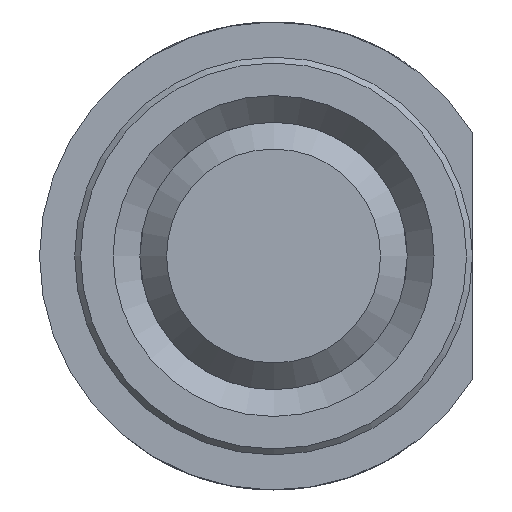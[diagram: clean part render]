
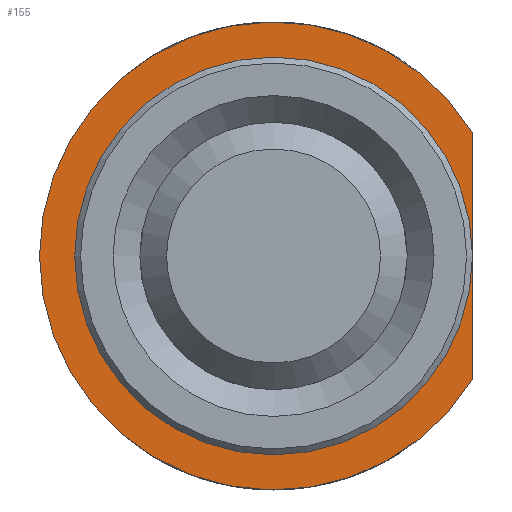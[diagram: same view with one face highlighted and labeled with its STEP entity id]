
A CAD part, left-side view. The second image highlights one B-rep face of the part: STEP entity #155.
In plain terms, the highlighted planar face has unit normal (-1, 0, 0).
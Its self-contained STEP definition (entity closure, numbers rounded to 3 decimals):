
#155 = ADVANCED_FACE( '', ( #317 ), #318, .F. );
#317 = FACE_OUTER_BOUND( '', #509, .T. );
#318 = PLANE( '', #510 );
#509 = EDGE_LOOP( '', ( #752, #753, #754, #755 ) );
#510 = AXIS2_PLACEMENT_3D( '', #756, #757, #758 );
#752 = ORIENTED_EDGE( '', *, *, #1102, .F. );
#753 = ORIENTED_EDGE( '', *, *, #1103, .T. );
#754 = ORIENTED_EDGE( '', *, *, #1104, .F. );
#755 = ORIENTED_EDGE( '', *, *, #1105, .F. );
#756 = CARTESIAN_POINT( '', ( -20., 2.975, 0. ) );
#757 = DIRECTION( '', ( 1., 0., 0. ) );
#758 = DIRECTION( '', ( 0., 0., -1. ) );
#1102 = EDGE_CURVE( '', #1283, #1284, #1285, .T. );
#1103 = EDGE_CURVE( '', #1283, #1283, #1286, .T. );
#1104 = EDGE_CURVE( '', #1287, #1283, #1288, .T. );
#1105 = EDGE_CURVE( '', #1284, #1287, #1289, .T. );
#1283 = VERTEX_POINT( '', #1517 );
#1284 = VERTEX_POINT( '', #1518 );
#1285 = LINE( '', #1519, #1520 );
#1286 = CIRCLE( '', #1521, 2.975 );
#1287 = VERTEX_POINT( '', #1522 );
#1288 = LINE( '', #1523, #1524 );
#1289 = CIRCLE( '', #1525, 3.5 );
#1517 = CARTESIAN_POINT( '', ( -20., -2.975, 0. ) );
#1518 = CARTESIAN_POINT( '', ( -20., -2.975, -1.844 ) );
#1519 = CARTESIAN_POINT( '', ( -20., -2.975, 0. ) );
#1520 = VECTOR( '', #2087, 1000. );
#1521 = AXIS2_PLACEMENT_3D( '', #2088, #2089, #2090 );
#1522 = CARTESIAN_POINT( '', ( -20., -2.975, 1.844 ) );
#1523 = CARTESIAN_POINT( '', ( -20., -2.975, 0. ) );
#1524 = VECTOR( '', #2091, 1000. );
#1525 = AXIS2_PLACEMENT_3D( '', #2092, #2093, #2094 );
#2087 = DIRECTION( '', ( 0., 0., -1. ) );
#2088 = CARTESIAN_POINT( '', ( -20., 0., 0. ) );
#2089 = DIRECTION( '', ( 1., 0., 0. ) );
#2090 = DIRECTION( '', ( 0., 0., -1. ) );
#2091 = DIRECTION( '', ( 0., 0., -1. ) );
#2092 = CARTESIAN_POINT( '', ( -20., 0., 0. ) );
#2093 = DIRECTION( '', ( 1., 0., 0. ) );
#2094 = DIRECTION( '', ( 0., 0., -1. ) );
